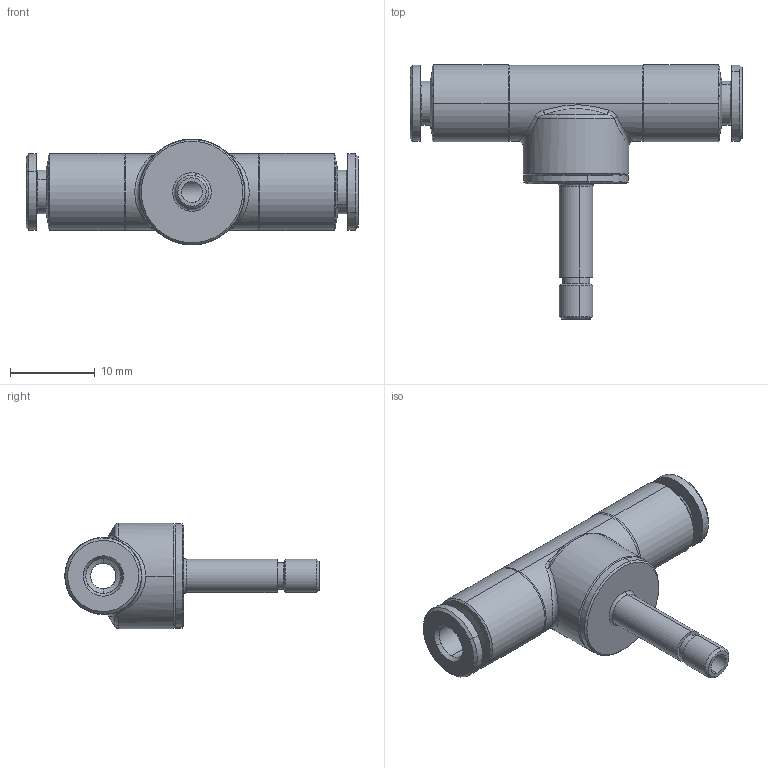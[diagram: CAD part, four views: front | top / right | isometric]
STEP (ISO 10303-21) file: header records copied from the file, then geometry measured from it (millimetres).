
FILE_DESCRIPTION (( 'STEP AP203' ), '1' );
FILE_NAME ('A0341010.STEP', '2009-04-09T09:40:45', ( '' ), ( 'sopra-pneumatic' ), 'SwSTEP 2.0', 'SolidWorks 2009', '' );
FILE_SCHEMA (( 'CONFIG_CONTROL_DESIGN' ));
Length unit declared in the file: millimetre
Products named in the file (1): A0341010
Bounding box: 39.2 x 30.05 x 12.5 mm (x, y, z)
Volume: 2794.8 mm3; surface area: 2458.3 mm2
Topology: 1 solids, 1 shells, 92 faces, 196 edges, 114 vertices
Faces by surface type: cone 34, cylinder 32, plane 10, torus 8, bspline 8
Entity records: 3029 total; most frequent: CARTESIAN_POINT 947, DIRECTION 458, ORIENTED_EDGE 392, AXIS2_PLACEMENT_3D 197, EDGE_CURVE 196, VERTEX_POINT 114, CIRCLE 112, EDGE_LOOP 104
